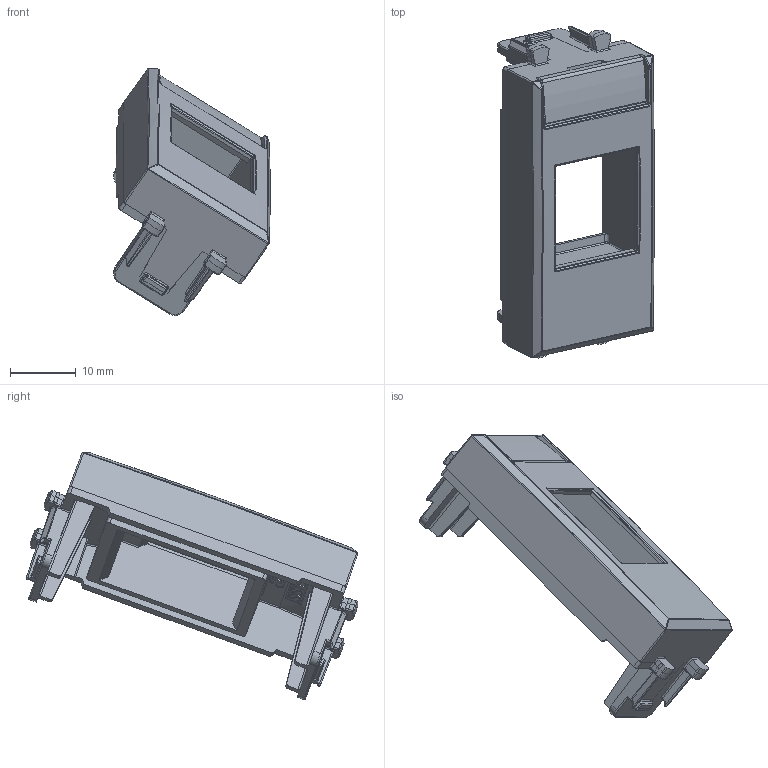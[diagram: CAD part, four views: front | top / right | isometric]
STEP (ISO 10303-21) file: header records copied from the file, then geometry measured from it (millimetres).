
FILE_DESCRIPTION(('CATIA V5 STEP Exchange'),'2;1');
FILE_NAME('442030SC.stp','2024-02-26T13:39:49+00:00',('none'),('none'),'CATIA Version 5-6 Release 2016 SP6','CATIA V5 STEP AP203','none');
FILE_SCHEMA(('CONFIG_CONTROL_DESIGN'));
Products named in the file (1): 44X030SC
Assembly tree (3 placements, depth 2):
  44X030SC
    #57
    #49591
    #50765
Bounding box: 23.88 x 50.64 x 37.7 mm (x, y, z)
Volume: 4013.1 mm3; surface area: 6513.4 mm2
Topology: 2 solids, 2 shells, 1306 faces, 3514 edges, 2173 vertices
Faces by surface type: plane 746, cylinder 318, bspline 120, sphere 48, extrusion 28, cone 26, torus 20
Entity records: 50792 total; most frequent: CARTESIAN_POINT 22677, ORIENTED_EDGE 6912, DIRECTION 3944, EDGE_CURVE 3456, VERTEX_POINT 2169, B_SPLINE_CURVE_WITH_KNOTS 1612, VECTOR 1509, LINE 1481
